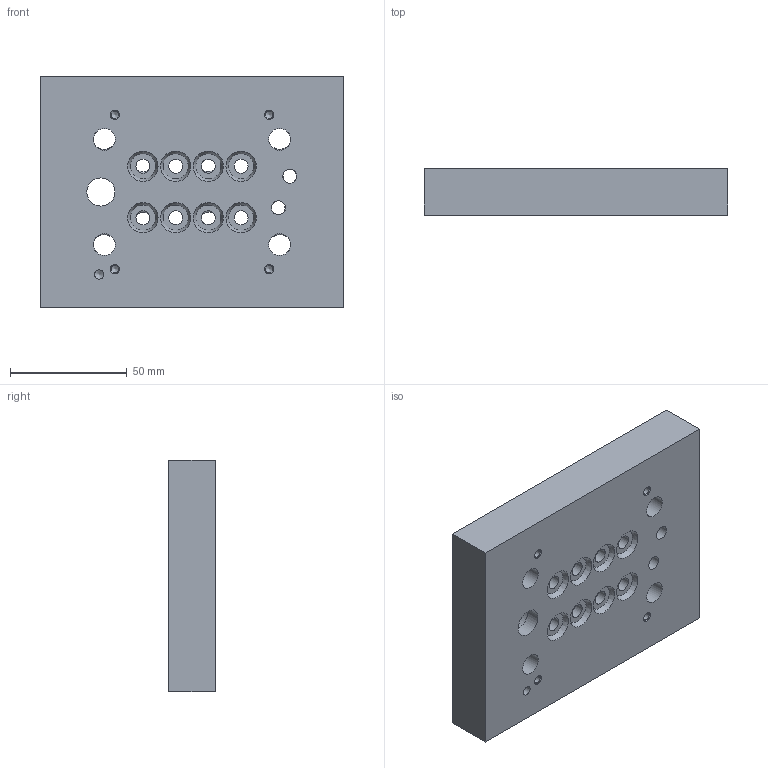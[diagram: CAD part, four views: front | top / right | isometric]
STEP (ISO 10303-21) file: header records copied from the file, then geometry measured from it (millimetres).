
FILE_DESCRIPTION(/* description */ ('STEP AP214'),/* implementation_level */ '2;1');
FILE_NAME(/* name */ '539499_CPV14-VI-P4-1_8-C',/* time_stamp */ '2024-08-07T15:12:46+02:00',/* author */ ('License CC BY-ND 4.0'),/* organization */ ('CADENAS'),/* preprocessor_version */ 'ST-DEVELOPER v19.3',/* originating_system */ 'PARTsolutions',/* authorisation */ ' ');
FILE_SCHEMA (('AUTOMOTIVE_DESIGN {1 0 10303 214 3 1 1}'));
Length unit declared in the file: millimetre
Products named in the file (1): 539499 CPV14-VI-P4-1/8-C
Bounding box: 130 x 20 x 99 mm (x, y, z)
Volume: 233969.1 mm3; surface area: 43624.7 mm2
Topology: 1 solids, 1 shells, 124 faces, 301 edges, 192 vertices
Faces by surface type: cone 54, cylinder 41, plane 29
Full cylindrical faces by diameter (mm): 3.242 x4, 4 x1, 4.134 x6, 6 x10, 8.566 x10, 9.4 x4, 11.445 x4, 12 x1, 14.95 x1
Entity records: 3012 total; most frequent: DIRECTION 548, CARTESIAN_POINT 504, ORIENTED_EDGE 350, FACE_BOUND 263, AXIS2_PLACEMENT_3D 258, EDGE_LOOP 252, EDGE_CURVE 175, VERTEX_POINT 162
